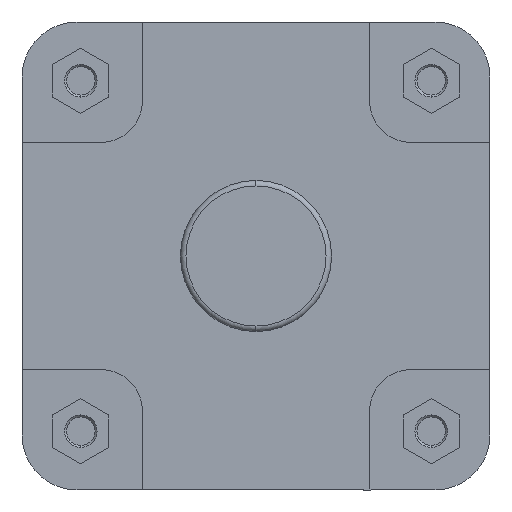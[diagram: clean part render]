
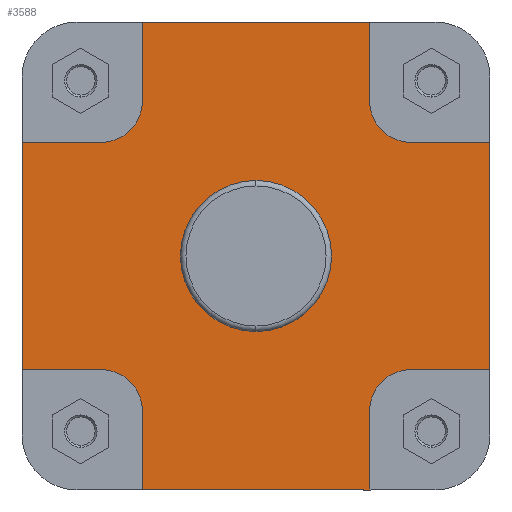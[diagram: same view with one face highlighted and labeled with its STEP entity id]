
A CAD part, left-side view. The second image highlights one B-rep face of the part: STEP entity #3588.
In plain terms, the highlighted planar face has unit normal (-1, 0, 0).
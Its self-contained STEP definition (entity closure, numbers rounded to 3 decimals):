
#97 = ORIENTED_EDGE ( 'NONE', *, *, #3248, .T. ) ;
#98 = ORIENTED_EDGE ( 'NONE', *, *, #3224, .F. ) ;
#108 = ORIENTED_EDGE ( 'NONE', *, *, #3217, .F. ) ;
#116 = ORIENTED_EDGE ( 'NONE', *, *, #3266, .F. ) ;
#122 = ORIENTED_EDGE ( 'NONE', *, *, #3199, .F. ) ;
#132 = ORIENTED_EDGE ( 'NONE', *, *, #3189, .F. ) ;
#138 = ORIENTED_EDGE ( 'NONE', *, *, #3306, .F. ) ;
#146 = ORIENTED_EDGE ( 'NONE', *, *, #3875, .F. ) ;
#316 = EDGE_LOOP ( 'NONE', ( #98, #3685 ) ) ;
#326 = EDGE_LOOP ( 'NONE', ( #97, #116, #3721, #122, #3722, #3675, #3661, #3692, #3725, #138, #3669, #146, #3667, #3659, #108, #132 ) ) ;
#635 = CIRCLE ( 'NONE', #1443, 54.9 ) ;
#952 = LINE ( 'NONE', #2471, #967 ) ;
#965 = LINE ( 'NONE', #2473, #969 ) ;
#967 = VECTOR ( 'NONE', #2474, 1000. ) ;
#969 = VECTOR ( 'NONE', #2476, 1000. ) ;
#971 = LINE ( 'NONE', #2477, #972 ) ;
#972 = VECTOR ( 'NONE', #2478, 1000. ) ;
#980 = VECTOR ( 'NONE', #2498, 1000. ) ;
#984 = LINE ( 'NONE', #2490, #980 ) ;
#1015 = CIRCLE ( 'NONE', #1533, 30. ) ;
#1016 = CIRCLE ( 'NONE', #1532, 30. ) ;
#1023 = LINE ( 'NONE', #2558, #1036 ) ;
#1027 = CIRCLE ( 'NONE', #1535, 54.9 ) ;
#1036 = VECTOR ( 'NONE', #2570, 1000. ) ;
#1041 = CIRCLE ( 'NONE', #1538, 30. ) ;
#1068 = LINE ( 'NONE', #2609, #1069 ) ;
#1069 = VECTOR ( 'NONE', #2610, 1000. ) ;
#1073 = CIRCLE ( 'NONE', #1541, 30. ) ;
#1089 = VECTOR ( 'NONE', #2653, 1000. ) ;
#1090 = LINE ( 'NONE', #2652, #1089 ) ;
#1163 = LINE ( 'NONE', #2744, #1164 ) ;
#1164 = VECTOR ( 'NONE', #2745, 1000. ) ;
#1288 = EDGE_CURVE ( 'NONE', #6905, #7010, #635, .T. ) ;
#1443 = AXIS2_PLACEMENT_3D ( 'NONE', #1983, #1984, #1985 ) ;
#1532 = AXIS2_PLACEMENT_3D ( 'NONE', #2540, #2542, #2543 ) ;
#1533 = AXIS2_PLACEMENT_3D ( 'NONE', #2537, #2538, #2539 ) ;
#1535 = AXIS2_PLACEMENT_3D ( 'NONE', #2548, #2556, #2557 ) ;
#1538 = AXIS2_PLACEMENT_3D ( 'NONE', #2571, #2572, #2573 ) ;
#1541 = AXIS2_PLACEMENT_3D ( 'NONE', #2611, #2613, #2614 ) ;
#1800 = AXIS2_PLACEMENT_3D ( 'NONE', #5679, #5688, #5689 ) ;
#1983 = CARTESIAN_POINT ( 'NONE',  ( 16., 0., 0. ) ) ;
#1984 = DIRECTION ( 'NONE',  ( -1., 0., 0. ) ) ;
#1985 = DIRECTION ( 'NONE',  ( 0., 0., 1. ) ) ;
#2471 = CARTESIAN_POINT ( 'NONE',  ( 16., 82.5, -112.5 ) ) ;
#2473 = CARTESIAN_POINT ( 'NONE',  ( 16., -170., 82.5 ) ) ;
#2474 = DIRECTION ( 'NONE',  ( 0., 0., 1. ) ) ;
#2476 = DIRECTION ( 'NONE',  ( 0., -1., 0. ) ) ;
#2477 = CARTESIAN_POINT ( 'NONE',  ( 16., -82.5, 112.5 ) ) ;
#2478 = DIRECTION ( 'NONE',  ( 0., 0., -1. ) ) ;
#2490 = CARTESIAN_POINT ( 'NONE',  ( 16., -112.5, -82.5 ) ) ;
#2498 = DIRECTION ( 'NONE',  ( 0., 1., 0. ) ) ;
#2537 = CARTESIAN_POINT ( 'NONE',  ( 16., 112.5, -112.5 ) ) ;
#2538 = DIRECTION ( 'NONE',  ( -1., 0., 0. ) ) ;
#2539 = DIRECTION ( 'NONE',  ( 0., 0., -1. ) ) ;
#2540 = CARTESIAN_POINT ( 'NONE',  ( 16., -112.5, 112.5 ) ) ;
#2542 = DIRECTION ( 'NONE',  ( -1., 0., 0. ) ) ;
#2543 = DIRECTION ( 'NONE',  ( 0., 0., 1. ) ) ;
#2548 = CARTESIAN_POINT ( 'NONE',  ( 16., 0., 0. ) ) ;
#2556 = DIRECTION ( 'NONE',  ( -1., 0., 0. ) ) ;
#2557 = DIRECTION ( 'NONE',  ( 0., 0., 1. ) ) ;
#2558 = CARTESIAN_POINT ( 'NONE',  ( 16., 170., 0. ) ) ;
#2570 = DIRECTION ( 'NONE',  ( 0., 0., 1. ) ) ;
#2571 = CARTESIAN_POINT ( 'NONE',  ( 16., 112.5, 112.5 ) ) ;
#2572 = DIRECTION ( 'NONE',  ( -1., 0., 0. ) ) ;
#2573 = DIRECTION ( 'NONE',  ( 0., 1., 0. ) ) ;
#2609 = CARTESIAN_POINT ( 'NONE',  ( 16., -374.141, -170. ) ) ;
#2610 = DIRECTION ( 'NONE',  ( 0., -1., 0. ) ) ;
#2611 = CARTESIAN_POINT ( 'NONE',  ( 16., -112.5, -112.5 ) ) ;
#2613 = DIRECTION ( 'NONE',  ( -1., 0., 0. ) ) ;
#2614 = DIRECTION ( 'NONE',  ( 0., -1., 0. ) ) ;
#2652 = CARTESIAN_POINT ( 'NONE',  ( 16., -82.5, -170. ) ) ;
#2653 = DIRECTION ( 'NONE',  ( 0., 0., -1. ) ) ;
#2744 = CARTESIAN_POINT ( 'NONE',  ( 16., 82.5, 170. ) ) ;
#2745 = DIRECTION ( 'NONE',  ( 0., 0., 1. ) ) ;
#3189 = EDGE_CURVE ( 'NONE', #6944, #6949, #952, .T. ) ;
#3190 = EDGE_CURVE ( 'NONE', #6999, #6919, #965, .T. ) ;
#3191 = EDGE_CURVE ( 'NONE', #6913, #6893, #971, .T. ) ;
#3199 = EDGE_CURVE ( 'NONE', #6906, #6933, #984, .T. ) ;
#3217 = EDGE_CURVE ( 'NONE', #6949, #6970, #1015, .T. ) ;
#3218 = EDGE_CURVE ( 'NONE', #6893, #6999, #1016, .T. ) ;
#3224 = EDGE_CURVE ( 'NONE', #7010, #6905, #1027, .T. ) ;
#3230 = EDGE_CURVE ( 'NONE', #6901, #6898, #1023, .T. ) ;
#3231 = EDGE_CURVE ( 'NONE', #6926, #6878, #1041, .T. ) ;
#3248 = EDGE_CURVE ( 'NONE', #6944, #6884, #1068, .T. ) ;
#3250 = EDGE_CURVE ( 'NONE', #6933, #6929, #1073, .T. ) ;
#3266 = EDGE_CURVE ( 'NONE', #6929, #6884, #1090, .T. ) ;
#3306 = EDGE_CURVE ( 'NONE', #6878, #6953, #1163, .T. ) ;
#3588 = ADVANCED_FACE ( 'NONE', ( #4752, #4753 ), #5687, .F. ) ;
#3659 = ORIENTED_EDGE ( 'NONE', *, *, #3879, .F. ) ;
#3661 = ORIENTED_EDGE ( 'NONE', *, *, #3218, .F. ) ;
#3667 = ORIENTED_EDGE ( 'NONE', *, *, #3230, .F. ) ;
#3669 = ORIENTED_EDGE ( 'NONE', *, *, #3231, .F. ) ;
#3675 = ORIENTED_EDGE ( 'NONE', *, *, #3190, .F. ) ;
#3685 = ORIENTED_EDGE ( 'NONE', *, *, #1288, .F. ) ;
#3692 = ORIENTED_EDGE ( 'NONE', *, *, #3191, .F. ) ;
#3721 = ORIENTED_EDGE ( 'NONE', *, *, #3250, .F. ) ;
#3722 = ORIENTED_EDGE ( 'NONE', *, *, #3865, .T. ) ;
#3725 = ORIENTED_EDGE ( 'NONE', *, *, #3887, .F. ) ;
#3865 = EDGE_CURVE ( 'NONE', #6906, #6919, #4913, .T. ) ;
#3875 = EDGE_CURVE ( 'NONE', #6898, #6926, #4933, .T. ) ;
#3879 = EDGE_CURVE ( 'NONE', #6970, #6901, #4921, .T. ) ;
#3887 = EDGE_CURVE ( 'NONE', #6953, #6913, #4954, .T. ) ;
#4752 = FACE_BOUND ( 'NONE', #316, .T. ) ;
#4753 = FACE_OUTER_BOUND ( 'NONE', #326, .T. ) ;
#4913 = LINE ( 'NONE', #5974, #4914 ) ;
#4914 = VECTOR ( 'NONE', #5975, 1000. ) ;
#4921 = LINE ( 'NONE', #6007, #4925 ) ;
#4925 = VECTOR ( 'NONE', #6008, 1000. ) ;
#4933 = LINE ( 'NONE', #5998, #4934 ) ;
#4934 = VECTOR ( 'NONE', #5999, 1000. ) ;
#4954 = LINE ( 'NONE', #6025, #4955 ) ;
#4955 = VECTOR ( 'NONE', #6026, 1000. ) ;
#5679 = CARTESIAN_POINT ( 'NONE',  ( 16., 54.9, 0. ) ) ;
#5687 = PLANE ( 'NONE',  #1800 ) ;
#5688 = DIRECTION ( 'NONE',  ( 1., 0., 0. ) ) ;
#5689 = DIRECTION ( 'NONE',  ( 0., 0., -1. ) ) ;
#5974 = CARTESIAN_POINT ( 'NONE',  ( 16., -170., 0. ) ) ;
#5975 = DIRECTION ( 'NONE',  ( 0., 0., 1. ) ) ;
#5998 = CARTESIAN_POINT ( 'NONE',  ( 16., 112.5, 82.5 ) ) ;
#5999 = DIRECTION ( 'NONE',  ( 0., -1., 0. ) ) ;
#6007 = CARTESIAN_POINT ( 'NONE',  ( 16., 170., -82.5 ) ) ;
#6008 = DIRECTION ( 'NONE',  ( 0., 1., 0. ) ) ;
#6025 = CARTESIAN_POINT ( 'NONE',  ( 16., -374.141, 170. ) ) ;
#6026 = DIRECTION ( 'NONE',  ( 0., -1., 0. ) ) ;
#6178 = CARTESIAN_POINT ( 'NONE',  ( 16., 82.5, 112.5 ) ) ;
#6184 = CARTESIAN_POINT ( 'NONE',  ( 16., -82.5, -170. ) ) ;
#6193 = CARTESIAN_POINT ( 'NONE',  ( 16., -82.5, 112.5 ) ) ;
#6198 = CARTESIAN_POINT ( 'NONE',  ( 16., 170., 82.5 ) ) ;
#6201 = CARTESIAN_POINT ( 'NONE',  ( 16., 170., -82.5 ) ) ;
#6205 = CARTESIAN_POINT ( 'NONE',  ( 16., 0., -54.9 ) ) ;
#6206 = CARTESIAN_POINT ( 'NONE',  ( 16., -170., -82.5 ) ) ;
#6213 = CARTESIAN_POINT ( 'NONE',  ( 16., -82.5, 170. ) ) ;
#6219 = CARTESIAN_POINT ( 'NONE',  ( 16., -170., 82.5 ) ) ;
#6226 = CARTESIAN_POINT ( 'NONE',  ( 16., 112.5, 82.5 ) ) ;
#6229 = CARTESIAN_POINT ( 'NONE',  ( 16., -82.5, -112.5 ) ) ;
#6233 = CARTESIAN_POINT ( 'NONE',  ( 16., -112.5, -82.5 ) ) ;
#6244 = CARTESIAN_POINT ( 'NONE',  ( 16., 82.5, -170. ) ) ;
#6249 = CARTESIAN_POINT ( 'NONE',  ( 16., 82.5, -112.5 ) ) ;
#6253 = CARTESIAN_POINT ( 'NONE',  ( 16., 82.5, 170. ) ) ;
#6270 = CARTESIAN_POINT ( 'NONE',  ( 16., 112.5, -82.5 ) ) ;
#6299 = CARTESIAN_POINT ( 'NONE',  ( 16., -112.5, 82.5 ) ) ;
#6310 = CARTESIAN_POINT ( 'NONE',  ( 16., 0., 54.9 ) ) ;
#6878 = VERTEX_POINT ( 'NONE', #6178 ) ;
#6884 = VERTEX_POINT ( 'NONE', #6184 ) ;
#6893 = VERTEX_POINT ( 'NONE', #6193 ) ;
#6898 = VERTEX_POINT ( 'NONE', #6198 ) ;
#6901 = VERTEX_POINT ( 'NONE', #6201 ) ;
#6905 = VERTEX_POINT ( 'NONE', #6205 ) ;
#6906 = VERTEX_POINT ( 'NONE', #6206 ) ;
#6913 = VERTEX_POINT ( 'NONE', #6213 ) ;
#6919 = VERTEX_POINT ( 'NONE', #6219 ) ;
#6926 = VERTEX_POINT ( 'NONE', #6226 ) ;
#6929 = VERTEX_POINT ( 'NONE', #6229 ) ;
#6933 = VERTEX_POINT ( 'NONE', #6233 ) ;
#6944 = VERTEX_POINT ( 'NONE', #6244 ) ;
#6949 = VERTEX_POINT ( 'NONE', #6249 ) ;
#6953 = VERTEX_POINT ( 'NONE', #6253 ) ;
#6970 = VERTEX_POINT ( 'NONE', #6270 ) ;
#6999 = VERTEX_POINT ( 'NONE', #6299 ) ;
#7010 = VERTEX_POINT ( 'NONE', #6310 ) ;
